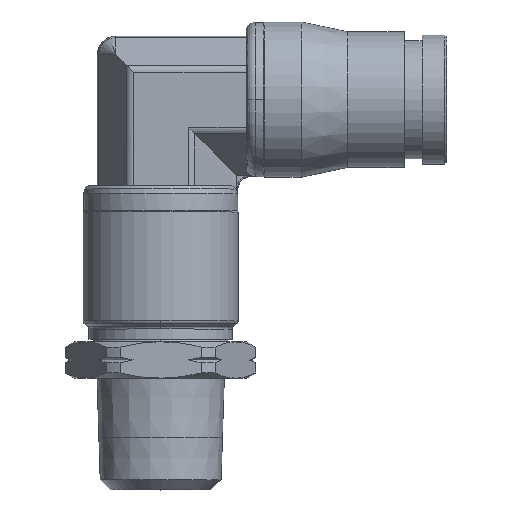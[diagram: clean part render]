
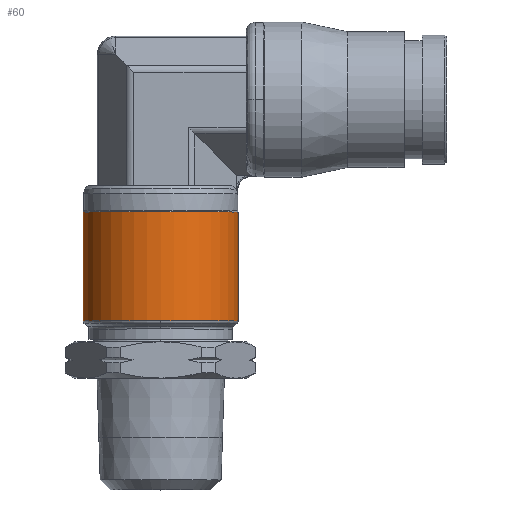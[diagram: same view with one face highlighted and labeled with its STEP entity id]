
A CAD part, top view. The second image highlights one B-rep face of the part: STEP entity #60.
In plain terms, the highlighted cylindrical face has radius 8.55 mm (diameter 17.099 mm), a partial arc.
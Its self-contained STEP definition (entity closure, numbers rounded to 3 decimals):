
#60=ADVANCED_FACE('',(#243),#244,.T.);
#243=FACE_OUTER_BOUND('',#589,.T.);
#244=CYLINDRICAL_SURFACE('',#590,8.55);
#589=EDGE_LOOP('',(#1011,#1012,#1013,#1014,#1015));
#590=AXIS2_PLACEMENT_3D('',#1016,#1017,#1018);
#1011=ORIENTED_EDGE('',*,*,#2304,.F.);
#1012=ORIENTED_EDGE('',*,*,#2305,.T.);
#1013=ORIENTED_EDGE('',*,*,#2306,.T.);
#1014=ORIENTED_EDGE('',*,*,#2307,.F.);
#1015=ORIENTED_EDGE('',*,*,#2301,.F.);
#1016=CARTESIAN_POINT('',(-31.508,-18.374,0.0));
#1017=DIRECTION('',(0.,1.0,0.0));
#1018=DIRECTION('',(-1.0,0.,0.0));
#2301=EDGE_CURVE('',#2757,#2760,#2761,.T.);
#2304=EDGE_CURVE('',#2765,#2757,#2766,.T.);
#2305=EDGE_CURVE('',#2765,#2767,#2768,.T.);
#2306=EDGE_CURVE('',#2767,#2769,#2770,.T.);
#2307=EDGE_CURVE('',#2760,#2769,#2771,.T.);
#2757=VERTEX_POINT('',#3490);
#2760=VERTEX_POINT('',#3494);
#2761=CIRCLE('',#3495,8.55);
#2765=VERTEX_POINT('',#3500);
#2766=LINE('',#3501,#3502);
#2767=VERTEX_POINT('',#3503);
#2768=CIRCLE('',#3504,8.55);
#2769=VERTEX_POINT('',#3505);
#2770=CIRCLE('',#3506,8.55);
#2771=LINE('',#3507,#3508);
#3490=CARTESIAN_POINT('',(-40.058,-12.387,0.0));
#3494=CARTESIAN_POINT('',(-22.958,-12.387,0.));
#3495=AXIS2_PLACEMENT_3D('',#5061,#5062,#5063);
#3500=CARTESIAN_POINT('',(-40.058,-24.362,0.0));
#3501=CARTESIAN_POINT('',(-40.058,-18.374,0.));
#3502=VECTOR('',#5068,1.0);
#3503=CARTESIAN_POINT('',(-31.508,-24.362,8.55));
#3504=AXIS2_PLACEMENT_3D('',#5069,#5070,#5071);
#3505=CARTESIAN_POINT('',(-22.958,-24.362,0.));
#3506=AXIS2_PLACEMENT_3D('',#5072,#5073,#5074);
#3507=CARTESIAN_POINT('',(-22.958,-18.374,0.));
#3508=VECTOR('',#5075,1.0);
#5061=CARTESIAN_POINT('',(-31.508,-12.387,0.0));
#5062=DIRECTION('',(0.,1.0,0.0));
#5063=DIRECTION('',(-1.0,0.,0.0));
#5068=DIRECTION('',(0.,1.0,0.0));
#5069=CARTESIAN_POINT('',(-31.508,-24.362,0.0));
#5070=DIRECTION('',(0.,1.0,0.0));
#5071=DIRECTION('',(-1.0,0.,0.0));
#5072=CARTESIAN_POINT('',(-31.508,-24.362,0.0));
#5073=DIRECTION('',(0.,1.0,0.0));
#5074=DIRECTION('',(-1.0,0.,0.0));
#5075=DIRECTION('',(0.,-1.0,-0.0));
